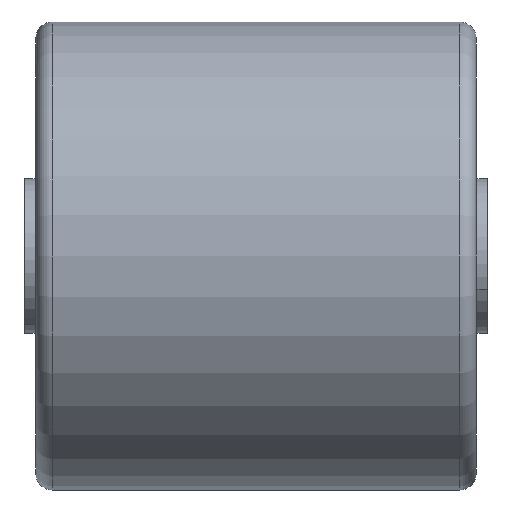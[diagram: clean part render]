
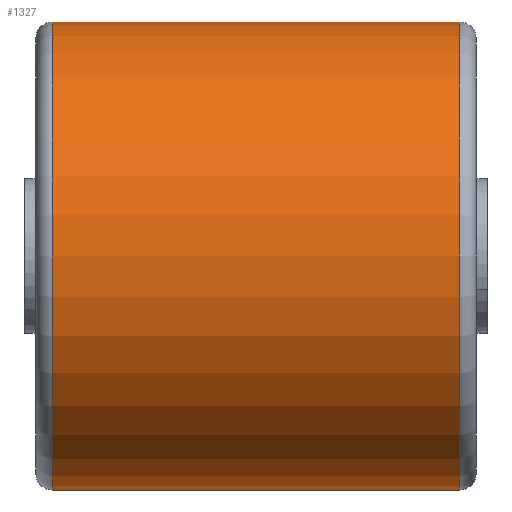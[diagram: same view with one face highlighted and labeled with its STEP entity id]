
A CAD part, front view. The second image highlights one B-rep face of the part: STEP entity #1327.
In plain terms, the highlighted cylindrical face has radius 42.5 mm (diameter 85 mm), a partial arc.
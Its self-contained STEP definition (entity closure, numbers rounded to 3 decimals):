
#1 = ORIENTED_EDGE ( 'NONE', *, *, #2282, .T. ) ;
#30 = EDGE_CURVE ( 'NONE', #2104, #1107, #41, .T. ) ;
#41 = LINE ( 'NONE', #332, #983 ) ;
#53 = CARTESIAN_POINT ( 'NONE',  ( 77., 0., -42.5 ) ) ;
#54 = CARTESIAN_POINT ( 'NONE',  ( 3., 0., 42.5 ) ) ;
#78 = AXIS2_PLACEMENT_3D ( 'NONE', #1094, #1437, #2217 ) ;
#214 = DIRECTION ( 'NONE',  ( 1., 0., 0. ) ) ;
#332 = CARTESIAN_POINT ( 'NONE',  ( 0., 0., 42.5 ) ) ;
#400 = CARTESIAN_POINT ( 'NONE',  ( 0., 0., -42.5 ) ) ;
#487 = CIRCLE ( 'NONE', #636, 42.5 ) ;
#525 = DIRECTION ( 'NONE',  ( 0., 0., 1. ) ) ;
#528 = AXIS2_PLACEMENT_3D ( 'NONE', #1632, #692, #525 ) ;
#531 = ORIENTED_EDGE ( 'NONE', *, *, #743, .T. ) ;
#636 = AXIS2_PLACEMENT_3D ( 'NONE', #1334, #214, #1513 ) ;
#692 = DIRECTION ( 'NONE',  ( -1., 0., 0. ) ) ;
#703 = CARTESIAN_POINT ( 'NONE',  ( 77., 0., 42.5 ) ) ;
#743 = EDGE_CURVE ( 'NONE', #1677, #2104, #1309, .T. ) ;
#820 = VERTEX_POINT ( 'NONE', #1568 ) ;
#847 = LINE ( 'NONE', #400, #1762 ) ;
#884 = DIRECTION ( 'NONE',  ( -1., 0., 0. ) ) ;
#949 = ORIENTED_EDGE ( 'NONE', *, *, #1170, .F. ) ;
#983 = VECTOR ( 'NONE', #1628, 1000. ) ;
#1094 = CARTESIAN_POINT ( 'NONE',  ( 0., 0., 0. ) ) ;
#1107 = VERTEX_POINT ( 'NONE', #54 ) ;
#1170 = EDGE_CURVE ( 'NONE', #1677, #820, #847, .T. ) ;
#1309 = CIRCLE ( 'NONE', #528, 42.5 ) ;
#1327 = ADVANCED_FACE ( 'NONE', ( #1601 ), #1879, .T. ) ;
#1334 = CARTESIAN_POINT ( 'NONE',  ( 3., 0., 0. ) ) ;
#1437 = DIRECTION ( 'NONE',  ( -1., 0., 0. ) ) ;
#1513 = DIRECTION ( 'NONE',  ( 0., 0., -1. ) ) ;
#1568 = CARTESIAN_POINT ( 'NONE',  ( 3., 0., -42.5 ) ) ;
#1578 = EDGE_LOOP ( 'NONE', ( #949, #531, #2158, #1 ) ) ;
#1601 = FACE_OUTER_BOUND ( 'NONE', #1578, .T. ) ;
#1628 = DIRECTION ( 'NONE',  ( -1., 0., 0. ) ) ;
#1632 = CARTESIAN_POINT ( 'NONE',  ( 77., 0., 0. ) ) ;
#1677 = VERTEX_POINT ( 'NONE', #53 ) ;
#1762 = VECTOR ( 'NONE', #884, 1000. ) ;
#1879 = CYLINDRICAL_SURFACE ( 'NONE', #78, 42.5 ) ;
#2104 = VERTEX_POINT ( 'NONE', #703 ) ;
#2158 = ORIENTED_EDGE ( 'NONE', *, *, #30, .T. ) ;
#2217 = DIRECTION ( 'NONE',  ( 0., 0., 1. ) ) ;
#2282 = EDGE_CURVE ( 'NONE', #1107, #820, #487, .T. ) ;
